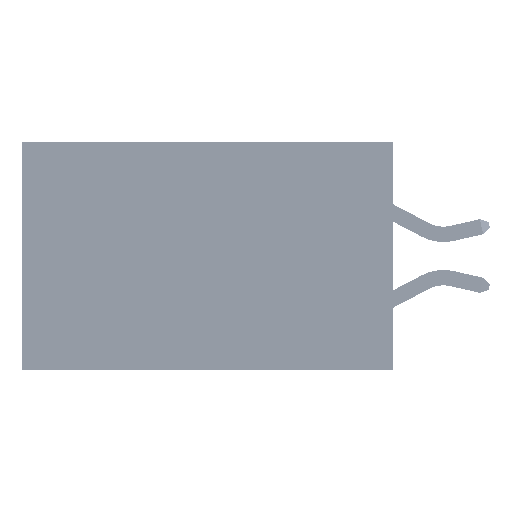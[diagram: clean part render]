
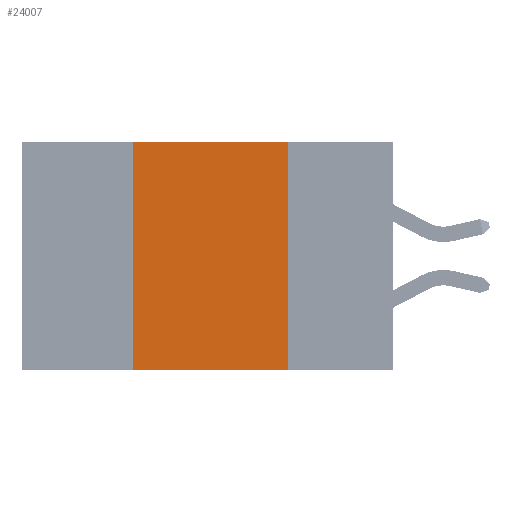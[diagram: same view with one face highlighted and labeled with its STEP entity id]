
A CAD part, left-side view. The second image highlights one B-rep face of the part: STEP entity #24007.
In plain terms, the highlighted planar face has unit normal (-1, 0, 0).
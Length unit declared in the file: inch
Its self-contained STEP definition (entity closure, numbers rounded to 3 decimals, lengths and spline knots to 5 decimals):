
#125 = FACE_OUTER_BOUND ( 'NONE', #41467, .T. ) ;
#182 = ORIENTED_EDGE ( 'NONE', *, *, #8371, .F. ) ;
#698 = DIRECTION ( 'NONE',  ( 0., -1., 0. ) ) ;
#5371 = ORIENTED_EDGE ( 'NONE', *, *, #43554, .F. ) ;
#7686 = VERTEX_POINT ( 'NONE', #20859 ) ;
#8371 = EDGE_CURVE ( 'NONE', #41617, #16603, #34905, .T. ) ;
#9416 = LINE ( 'NONE', #12981, #29978 ) ;
#12403 = AXIS2_PLACEMENT_3D ( 'NONE', #19462, #48286, #23593 ) ;
#12981 = CARTESIAN_POINT ( 'NONE',  ( 0., 0.6, -0.37 ) ) ;
#13019 = VECTOR ( 'NONE', #46036, 39.37008 ) ;
#14140 = CARTESIAN_POINT ( 'NONE',  ( 0., 0.17, -0.37 ) ) ;
#16364 = CARTESIAN_POINT ( 'NONE',  ( 0., 0.42, 0. ) ) ;
#16603 = VERTEX_POINT ( 'NONE', #14140 ) ;
#17007 = VERTEX_POINT ( 'NONE', #45253 ) ;
#17200 = CARTESIAN_POINT ( 'NONE',  ( 0., 0.17, 0. ) ) ;
#19462 = CARTESIAN_POINT ( 'NONE',  ( 0., 0.6, 0. ) ) ;
#20276 = LINE ( 'NONE', #16364, #29891 ) ;
#20859 = CARTESIAN_POINT ( 'NONE',  ( 0., 0.42, -0.37 ) ) ;
#23593 = DIRECTION ( 'NONE',  ( 0., 0., -1. ) ) ;
#24007 = ADVANCED_FACE ( 'NONE', ( #125 ), #48108, .F. ) ;
#25247 = EDGE_CURVE ( 'NONE', #7686, #16603, #9416, .T. ) ;
#26521 = CARTESIAN_POINT ( 'NONE',  ( 0., 0.17, 0. ) ) ;
#29891 = VECTOR ( 'NONE', #41057, 39.37008 ) ;
#29978 = VECTOR ( 'NONE', #698, 39.37008 ) ;
#34905 = LINE ( 'NONE', #17200, #13019 ) ;
#35985 = VECTOR ( 'NONE', #52581, 39.37008 ) ;
#36993 = ORIENTED_EDGE ( 'NONE', *, *, #52473, .F. ) ;
#37279 = LINE ( 'NONE', #48454, #35985 ) ;
#41057 = DIRECTION ( 'NONE',  ( 0., 0., 1. ) ) ;
#41467 = EDGE_LOOP ( 'NONE', ( #182, #36993, #5371, #51769 ) ) ;
#41617 = VERTEX_POINT ( 'NONE', #26521 ) ;
#43554 = EDGE_CURVE ( 'NONE', #7686, #17007, #20276, .T. ) ;
#45253 = CARTESIAN_POINT ( 'NONE',  ( 0., 0.42, 0. ) ) ;
#46036 = DIRECTION ( 'NONE',  ( 0., 0., -1. ) ) ;
#48108 = PLANE ( 'NONE',  #12403 ) ;
#48286 = DIRECTION ( 'NONE',  ( 1., 0., 0. ) ) ;
#48454 = CARTESIAN_POINT ( 'NONE',  ( 0., 0.6, 0. ) ) ;
#51769 = ORIENTED_EDGE ( 'NONE', *, *, #25247, .T. ) ;
#52473 = EDGE_CURVE ( 'NONE', #17007, #41617, #37279, .T. ) ;
#52581 = DIRECTION ( 'NONE',  ( 0., -1., 0. ) ) ;
